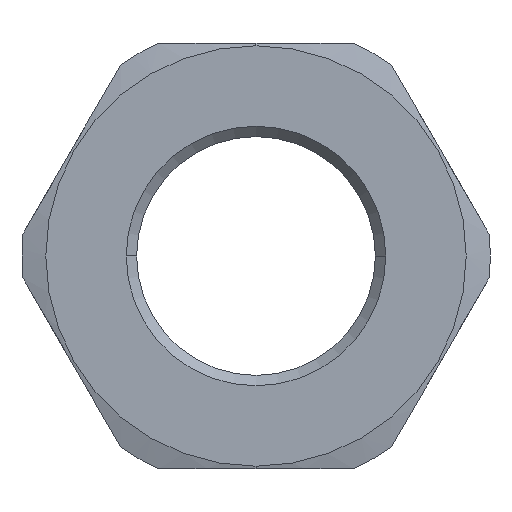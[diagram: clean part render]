
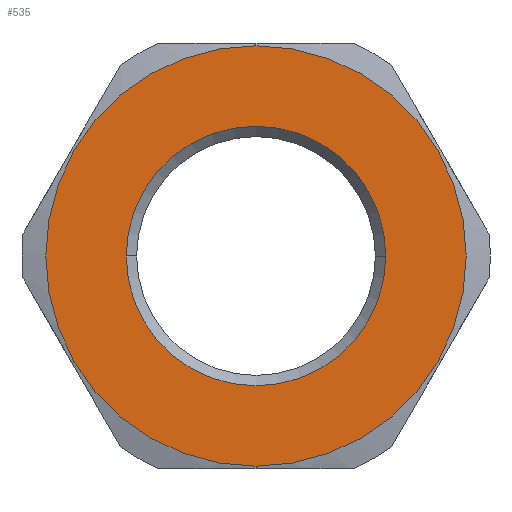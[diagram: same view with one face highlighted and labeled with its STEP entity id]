
A CAD part, left-side view. The second image highlights one B-rep face of the part: STEP entity #535.
In plain terms, the highlighted planar face has unit normal (-1, 0, 0).
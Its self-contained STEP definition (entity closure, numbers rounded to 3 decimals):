
#76 = CARTESIAN_POINT ( 'NONE',  ( 0., 0., 0. ) ) ;
#86 = EDGE_CURVE ( 'NONE', #381, #97, #416, .T. ) ;
#97 = VERTEX_POINT ( 'NONE', #1018 ) ;
#124 = DIRECTION ( 'NONE',  ( 1., 0., 0. ) ) ;
#152 = DIRECTION ( 'NONE',  ( 0., 0., 1. ) ) ;
#185 = ORIENTED_EDGE ( 'NONE', *, *, #333, .T. ) ;
#204 = ORIENTED_EDGE ( 'NONE', *, *, #263, .T. ) ;
#229 = EDGE_LOOP ( 'NONE', ( #494, #797 ) ) ;
#248 = PLANE ( 'NONE',  #538 ) ;
#255 = DIRECTION ( 'NONE',  ( 0., 0., -1. ) ) ;
#263 = EDGE_CURVE ( 'NONE', #824, #409, #798, .T. ) ;
#268 = DIRECTION ( 'NONE',  ( 1., 0., 0. ) ) ;
#304 = CARTESIAN_POINT ( 'NONE',  ( 0., 0., 0. ) ) ;
#333 = EDGE_CURVE ( 'NONE', #409, #824, #569, .T. ) ;
#375 = DIRECTION ( 'NONE',  ( 0., 0., 1. ) ) ;
#381 = VERTEX_POINT ( 'NONE', #726 ) ;
#409 = VERTEX_POINT ( 'NONE', #471 ) ;
#416 = CIRCLE ( 'NONE', #583, 12.5 ) ;
#442 = AXIS2_PLACEMENT_3D ( 'NONE', #76, #630, #152 ) ;
#471 = CARTESIAN_POINT ( 'NONE',  ( 0., 0., 20.25 ) ) ;
#494 = ORIENTED_EDGE ( 'NONE', *, *, #86, .T. ) ;
#496 = CIRCLE ( 'NONE', #886, 12.5 ) ;
#512 = CARTESIAN_POINT ( 'NONE',  ( 0., 0., 0. ) ) ;
#533 = EDGE_LOOP ( 'NONE', ( #204, #185 ) ) ;
#535 = ADVANCED_FACE ( 'NONE', ( #837, #809 ), #248, .F. ) ;
#538 = AXIS2_PLACEMENT_3D ( 'NONE', #563, #742, #255 ) ;
#563 = CARTESIAN_POINT ( 'NONE',  ( 0., 0., 0. ) ) ;
#569 = CIRCLE ( 'NONE', #442, 20.25 ) ;
#583 = AXIS2_PLACEMENT_3D ( 'NONE', #512, #124, #688 ) ;
#602 = CARTESIAN_POINT ( 'NONE',  ( 0., 0., -20.25 ) ) ;
#630 = DIRECTION ( 'NONE',  ( -1., 0., 0. ) ) ;
#661 = EDGE_CURVE ( 'NONE', #97, #381, #496, .T. ) ;
#678 = AXIS2_PLACEMENT_3D ( 'NONE', #304, #879, #375 ) ;
#688 = DIRECTION ( 'NONE',  ( 0., 0., -1. ) ) ;
#726 = CARTESIAN_POINT ( 'NONE',  ( 0., -12.5, 0. ) ) ;
#742 = DIRECTION ( 'NONE',  ( 1., 0., 0. ) ) ;
#757 = CARTESIAN_POINT ( 'NONE',  ( 0., 0., 0. ) ) ;
#797 = ORIENTED_EDGE ( 'NONE', *, *, #661, .T. ) ;
#798 = CIRCLE ( 'NONE', #678, 20.25 ) ;
#809 = FACE_OUTER_BOUND ( 'NONE', #533, .T. ) ;
#824 = VERTEX_POINT ( 'NONE', #602 ) ;
#837 = FACE_BOUND ( 'NONE', #229, .T. ) ;
#846 = DIRECTION ( 'NONE',  ( 0., 0., -1. ) ) ;
#879 = DIRECTION ( 'NONE',  ( -1., 0., 0. ) ) ;
#886 = AXIS2_PLACEMENT_3D ( 'NONE', #757, #268, #846 ) ;
#1018 = CARTESIAN_POINT ( 'NONE',  ( 0., 12.5, 0. ) ) ;
